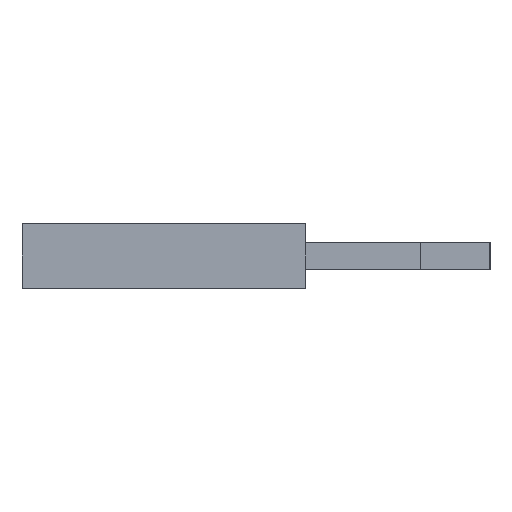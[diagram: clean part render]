
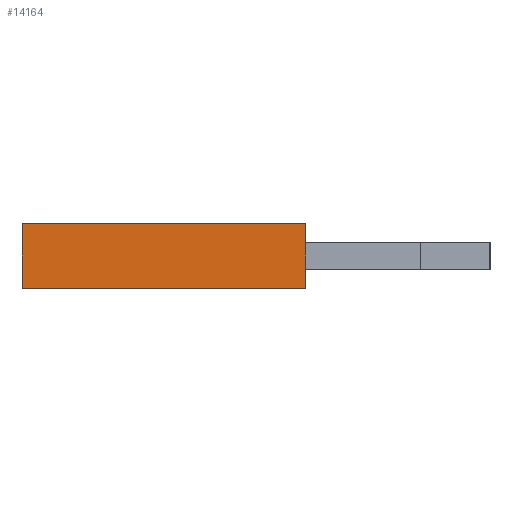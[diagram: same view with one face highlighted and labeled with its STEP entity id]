
A CAD part, left-side view. The second image highlights one B-rep face of the part: STEP entity #14164.
In plain terms, the highlighted planar face has unit normal (-1, 0, 0).
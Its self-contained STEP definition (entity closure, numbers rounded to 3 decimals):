
#2 = EDGE_LOOP ( 'NONE', ( #57, #1003, #8008, #2219 ) ) ;
#57 = ORIENTED_EDGE ( 'NONE', *, *, #1817, .F. ) ;
#1003 = ORIENTED_EDGE ( 'NONE', *, *, #5731, .F. ) ;
#1026 = VECTOR ( 'NONE', #10295, 1000. ) ;
#1465 = DIRECTION ( 'NONE',  ( 0., 0., -1. ) ) ;
#1817 = EDGE_CURVE ( 'NONE', #1839, #10737, #2985, .T. ) ;
#1839 = VERTEX_POINT ( 'NONE', #9186 ) ;
#2155 = CARTESIAN_POINT ( 'NONE',  ( -1000., 9.25, 2.1 ) ) ;
#2219 = ORIENTED_EDGE ( 'NONE', *, *, #14939, .F. ) ;
#2522 = DIRECTION ( 'NONE',  ( 1., 0., 0. ) ) ;
#2985 = LINE ( 'NONE', #13751, #11525 ) ;
#4000 = VERTEX_POINT ( 'NONE', #8098 ) ;
#4146 = LINE ( 'NONE', #2155, #1026 ) ;
#4795 = CARTESIAN_POINT ( 'NONE',  ( -1000., 0., 0. ) ) ;
#5610 = DIRECTION ( 'NONE',  ( 0., 1., 0. ) ) ;
#5731 = EDGE_CURVE ( 'NONE', #9268, #1839, #14574, .T. ) ;
#7366 = AXIS2_PLACEMENT_3D ( 'NONE', #4795, #2522, #10649 ) ;
#7985 = FACE_OUTER_BOUND ( 'NONE', #2, .T. ) ;
#8008 = ORIENTED_EDGE ( 'NONE', *, *, #14621, .F. ) ;
#8098 = CARTESIAN_POINT ( 'NONE',  ( -1000., 9.25, 2.1 ) ) ;
#8670 = CARTESIAN_POINT ( 'NONE',  ( -1000., 9.25, 2.1 ) ) ;
#9186 = CARTESIAN_POINT ( 'NONE',  ( -1000., -9.25, -2.1 ) ) ;
#9268 = VERTEX_POINT ( 'NONE', #10265 ) ;
#9498 = PLANE ( 'NONE',  #7366 ) ;
#9576 = CARTESIAN_POINT ( 'NONE',  ( -1000., -9.25, 2.1 ) ) ;
#10265 = CARTESIAN_POINT ( 'NONE',  ( -1000., -9.25, 2.1 ) ) ;
#10295 = DIRECTION ( 'NONE',  ( 0., -1., 0. ) ) ;
#10649 = DIRECTION ( 'NONE',  ( 0., 0., -1. ) ) ;
#10737 = VERTEX_POINT ( 'NONE', #12571 ) ;
#10960 = DIRECTION ( 'NONE',  ( 0., 0., 1. ) ) ;
#11048 = VECTOR ( 'NONE', #10960, 1000. ) ;
#11116 = VECTOR ( 'NONE', #1465, 1000. ) ;
#11525 = VECTOR ( 'NONE', #5610, 1000. ) ;
#12571 = CARTESIAN_POINT ( 'NONE',  ( -1000., 9.25, -2.1 ) ) ;
#13751 = CARTESIAN_POINT ( 'NONE',  ( -1000., 9.25, -2.1 ) ) ;
#14128 = LINE ( 'NONE', #8670, #11048 ) ;
#14164 = ADVANCED_FACE ( 'NONE', ( #7985 ), #9498, .F. ) ;
#14574 = LINE ( 'NONE', #9576, #11116 ) ;
#14621 = EDGE_CURVE ( 'NONE', #4000, #9268, #4146, .T. ) ;
#14939 = EDGE_CURVE ( 'NONE', #10737, #4000, #14128, .T. ) ;
